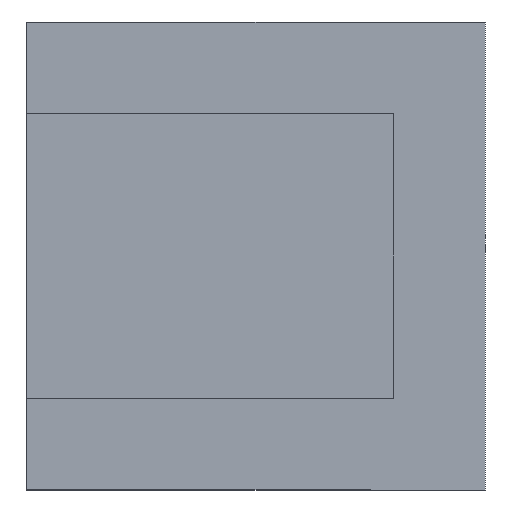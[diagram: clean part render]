
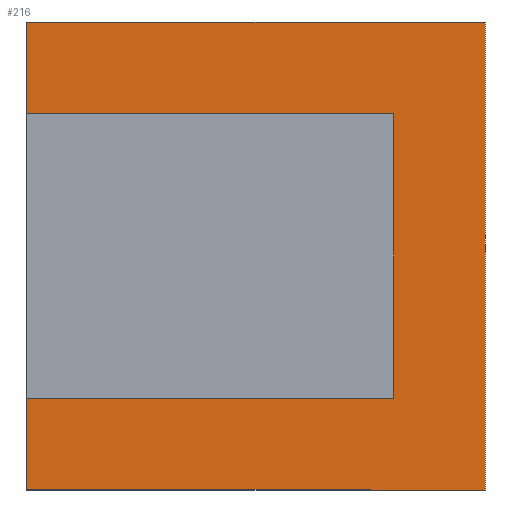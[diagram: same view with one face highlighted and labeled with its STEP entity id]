
A CAD part, left-side view. The second image highlights one B-rep face of the part: STEP entity #216.
In plain terms, the highlighted planar face has unit normal (-1, 0, 0).
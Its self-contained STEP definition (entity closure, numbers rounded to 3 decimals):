
#14 = EDGE_CURVE ( 'NONE', #240, #194, #276, .T. ) ;
#17 = CARTESIAN_POINT ( 'NONE',  ( 0., 0., 19.845 ) ) ;
#22 = EDGE_CURVE ( 'NONE', #141, #111, #229, .T. ) ;
#24 = VECTOR ( 'NONE', #125, 1000. ) ;
#25 = CARTESIAN_POINT ( 'NONE',  ( 0., 0., -5.655 ) ) ;
#38 = ORIENTED_EDGE ( 'NONE', *, *, #14, .T. ) ;
#39 = CARTESIAN_POINT ( 'NONE',  ( 0., 13.141, 0. ) ) ;
#42 = DIRECTION ( 'NONE',  ( 0., -1., 0. ) ) ;
#45 = VECTOR ( 'NONE', #102, 1000. ) ;
#49 = LINE ( 'NONE', #25, #55 ) ;
#55 = VECTOR ( 'NONE', #156, 1000. ) ;
#63 = EDGE_CURVE ( 'NONE', #261, #214, #249, .T. ) ;
#67 = LINE ( 'NONE', #273, #142 ) ;
#70 = CARTESIAN_POINT ( 'NONE',  ( 0., -11.859, 0. ) ) ;
#75 = VECTOR ( 'NONE', #299, 1000. ) ;
#80 = ORIENTED_EDGE ( 'NONE', *, *, #147, .T. ) ;
#81 = EDGE_CURVE ( 'NONE', #111, #220, #221, .T. ) ;
#91 = ORIENTED_EDGE ( 'NONE', *, *, #195, .T. ) ;
#95 = DIRECTION ( 'NONE',  ( 0., 0., -1. ) ) ;
#100 = CARTESIAN_POINT ( 'NONE',  ( 0., -11.859, -5.655 ) ) ;
#101 = DIRECTION ( 'NONE',  ( 1., 0., 0. ) ) ;
#102 = DIRECTION ( 'NONE',  ( 0., 0., -1. ) ) ;
#111 = VERTEX_POINT ( 'NONE', #173 ) ;
#120 = DIRECTION ( 'NONE',  ( 0., -1., 0. ) ) ;
#123 = EDGE_CURVE ( 'NONE', #141, #240, #67, .T. ) ;
#125 = DIRECTION ( 'NONE',  ( 0., -1., 0. ) ) ;
#126 = DIRECTION ( 'NONE',  ( 0., 0., -1. ) ) ;
#141 = VERTEX_POINT ( 'NONE', #304 ) ;
#142 = VECTOR ( 'NONE', #95, 1000. ) ;
#146 = CARTESIAN_POINT ( 'NONE',  ( 0., 0., -0.655 ) ) ;
#147 = EDGE_CURVE ( 'NONE', #261, #183, #174, .T. ) ;
#156 = DIRECTION ( 'NONE',  ( 0., -1., 0. ) ) ;
#158 = ORIENTED_EDGE ( 'NONE', *, *, #211, .T. ) ;
#163 = VECTOR ( 'NONE', #120, 1000. ) ;
#173 = CARTESIAN_POINT ( 'NONE',  ( 0., -11.859, 19.845 ) ) ;
#174 = LINE ( 'NONE', #39, #75 ) ;
#176 = LINE ( 'NONE', #334, #45 ) ;
#178 = CARTESIAN_POINT ( 'NONE',  ( 0., -6.859, 14.845 ) ) ;
#183 = VERTEX_POINT ( 'NONE', #307 ) ;
#194 = VERTEX_POINT ( 'NONE', #178 ) ;
#195 = EDGE_CURVE ( 'NONE', #183, #220, #49, .T. ) ;
#198 = DIRECTION ( 'NONE',  ( 0., 0., -1. ) ) ;
#200 = CARTESIAN_POINT ( 'NONE',  ( 0., 0., 0. ) ) ;
#205 = VECTOR ( 'NONE', #198, 1000. ) ;
#206 = ORIENTED_EDGE ( 'NONE', *, *, #22, .F. ) ;
#211 = EDGE_CURVE ( 'NONE', #194, #214, #176, .T. ) ;
#214 = VERTEX_POINT ( 'NONE', #279 ) ;
#216 = ADVANCED_FACE ( 'NONE', ( #309 ), #257, .F. ) ;
#219 = VECTOR ( 'NONE', #42, 1000. ) ;
#220 = VERTEX_POINT ( 'NONE', #100 ) ;
#221 = LINE ( 'NONE', #70, #205 ) ;
#226 = CARTESIAN_POINT ( 'NONE',  ( 0., 0., 14.845 ) ) ;
#229 = LINE ( 'NONE', #17, #163 ) ;
#238 = ORIENTED_EDGE ( 'NONE', *, *, #81, .F. ) ;
#240 = VERTEX_POINT ( 'NONE', #310 ) ;
#243 = CARTESIAN_POINT ( 'NONE',  ( 0., 13.141, -0.655 ) ) ;
#245 = EDGE_LOOP ( 'NONE', ( #91, #238, #206, #332, #38, #158, #295, #80 ) ) ;
#249 = LINE ( 'NONE', #146, #24 ) ;
#257 = PLANE ( 'NONE',  #259 ) ;
#259 = AXIS2_PLACEMENT_3D ( 'NONE', #200, #101, #126 ) ;
#261 = VERTEX_POINT ( 'NONE', #243 ) ;
#273 = CARTESIAN_POINT ( 'NONE',  ( 0., 13.141, 0. ) ) ;
#276 = LINE ( 'NONE', #226, #219 ) ;
#279 = CARTESIAN_POINT ( 'NONE',  ( 0., -6.859, -0.655 ) ) ;
#295 = ORIENTED_EDGE ( 'NONE', *, *, #63, .F. ) ;
#299 = DIRECTION ( 'NONE',  ( 0., 0., -1. ) ) ;
#304 = CARTESIAN_POINT ( 'NONE',  ( 0., 13.141, 19.845 ) ) ;
#307 = CARTESIAN_POINT ( 'NONE',  ( 0., 13.141, -5.655 ) ) ;
#309 = FACE_OUTER_BOUND ( 'NONE', #245, .T. ) ;
#310 = CARTESIAN_POINT ( 'NONE',  ( 0., 13.141, 14.845 ) ) ;
#332 = ORIENTED_EDGE ( 'NONE', *, *, #123, .T. ) ;
#334 = CARTESIAN_POINT ( 'NONE',  ( 0., -6.859, 0. ) ) ;
